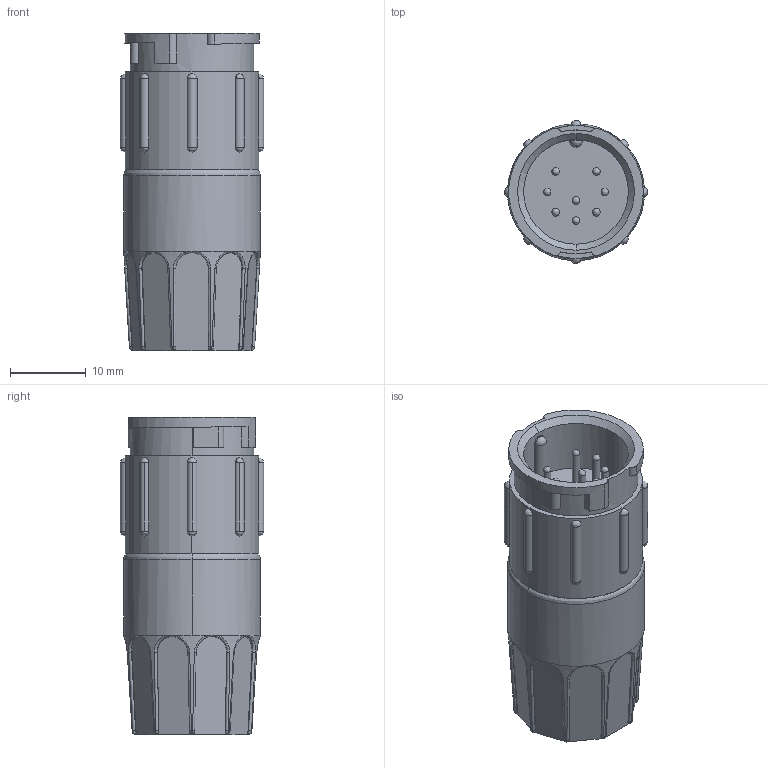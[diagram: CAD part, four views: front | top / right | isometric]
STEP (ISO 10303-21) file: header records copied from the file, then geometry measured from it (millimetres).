
FILE_DESCRIPTION (( 'STEP AP203' ), '1' );
FILE_NAME ('5282-8PG-3DC.STEP', '2014-02-18T15:21:52', ( 'J0FPBF1' ), ( '' ), 'SwSTEP 2.0', 'SolidWorks 2012', '' );
FILE_SCHEMA (( 'CONFIG_CONTROL_DESIGN' ));
Length unit declared in the file: inch
Products named in the file (1): 5282-8PG-3DC
Bounding box: 18.92 x 18.92 x 41.91 mm (x, y, z)
Volume: 8246.3 mm3; surface area: 3636.8 mm2
Topology: 1 solids, 1 shells, 227 faces, 622 edges, 374 vertices
Faces by surface type: bspline 102, cylinder 65, plane 47, cone 13
Entity records: 9786 total; most frequent: CARTESIAN_POINT 4833, ORIENTED_EDGE 1160, DIRECTION 850, EDGE_CURVE 580, VERTEX_POINT 374, AXIS2_PLACEMENT_3D 346, EDGE_LOOP 246, ADVANCED_FACE 227
